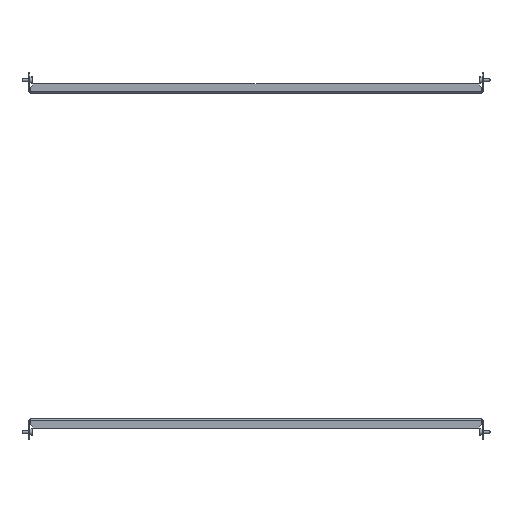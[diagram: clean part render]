
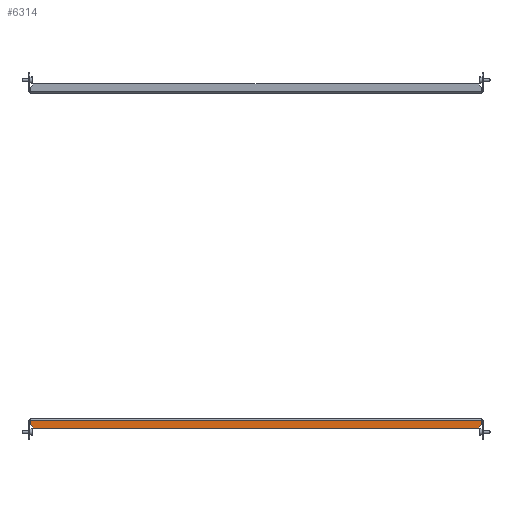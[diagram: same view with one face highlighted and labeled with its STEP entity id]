
A CAD part, front view. The second image highlights one B-rep face of the part: STEP entity #6314.
In plain terms, the highlighted planar face has unit normal (0, -1, 0).
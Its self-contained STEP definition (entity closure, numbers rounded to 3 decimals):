
#1029 = VECTOR ( 'NONE', #15885, 1000. ) ;
#1435 = EDGE_CURVE ( 'NONE', #2537, #10869, #17686, .T. ) ;
#1677 = DIRECTION ( 'NONE',  ( 0., 1., 0. ) ) ;
#1781 = CARTESIAN_POINT ( 'NONE',  ( 0., -74.5, 0. ) ) ;
#1999 = AXIS2_PLACEMENT_3D ( 'NONE', #1781, #1677, #14294 ) ;
#2099 = PLANE ( 'NONE',  #1999 ) ;
#2537 = VERTEX_POINT ( 'NONE', #8350 ) ;
#2734 = ORIENTED_EDGE ( 'NONE', *, *, #1435, .F. ) ;
#2820 = VECTOR ( 'NONE', #16368, 1000. ) ;
#3361 = DIRECTION ( 'NONE',  ( 0., 0., 1. ) ) ;
#3594 = LINE ( 'NONE', #9764, #17661 ) ;
#4407 = VERTEX_POINT ( 'NONE', #12269 ) ;
#5455 = VECTOR ( 'NONE', #8083, 1000. ) ;
#5628 = EDGE_CURVE ( 'NONE', #6275, #6790, #3594, .T. ) ;
#6275 = VERTEX_POINT ( 'NONE', #10609 ) ;
#6314 = ADVANCED_FACE ( 'NONE', ( #18882 ), #2099, .F. ) ;
#6671 = EDGE_CURVE ( 'NONE', #2537, #9832, #9653, .T. ) ;
#6790 = VERTEX_POINT ( 'NONE', #18015 ) ;
#8083 = DIRECTION ( 'NONE',  ( -1., 0., 0. ) ) ;
#8163 = CARTESIAN_POINT ( 'NONE',  ( -341., -74.5, -14. ) ) ;
#8223 = LINE ( 'NONE', #14445, #19227 ) ;
#8350 = CARTESIAN_POINT ( 'NONE',  ( 341., -74.5, -14. ) ) ;
#9551 = CARTESIAN_POINT ( 'NONE',  ( 346., -74.5, -9. ) ) ;
#9653 = LINE ( 'NONE', #9551, #1029 ) ;
#9670 = DIRECTION ( 'NONE',  ( 0.707, 0., -0.707 ) ) ;
#9764 = CARTESIAN_POINT ( 'NONE',  ( 346., -74.5, -2.5 ) ) ;
#9775 = LINE ( 'NONE', #8163, #18150 ) ;
#9793 = ORIENTED_EDGE ( 'NONE', *, *, #10701, .T. ) ;
#9832 = VERTEX_POINT ( 'NONE', #19212 ) ;
#9836 = EDGE_CURVE ( 'NONE', #6790, #9832, #19509, .T. ) ;
#10540 = CARTESIAN_POINT ( 'NONE',  ( -341., -74.5, -14. ) ) ;
#10609 = CARTESIAN_POINT ( 'NONE',  ( -346., -74.5, -2.5 ) ) ;
#10701 = EDGE_CURVE ( 'NONE', #4407, #10869, #9775, .T. ) ;
#10869 = VERTEX_POINT ( 'NONE', #10540 ) ;
#11090 = EDGE_LOOP ( 'NONE', ( #2734, #11432, #18377, #18758, #20024, #9793 ) ) ;
#11246 = CARTESIAN_POINT ( 'NONE',  ( 346., -74.5, -14. ) ) ;
#11432 = ORIENTED_EDGE ( 'NONE', *, *, #6671, .T. ) ;
#12269 = CARTESIAN_POINT ( 'NONE',  ( -346., -74.5, -9. ) ) ;
#14226 = EDGE_CURVE ( 'NONE', #4407, #6275, #8223, .T. ) ;
#14294 = DIRECTION ( 'NONE',  ( 0., 0., 1. ) ) ;
#14445 = CARTESIAN_POINT ( 'NONE',  ( -346., -74.5, -14. ) ) ;
#15885 = DIRECTION ( 'NONE',  ( 0.707, 0., 0.707 ) ) ;
#16155 = CARTESIAN_POINT ( 'NONE',  ( 346., -74.5, -1.5 ) ) ;
#16368 = DIRECTION ( 'NONE',  ( 0., 0., -1. ) ) ;
#17661 = VECTOR ( 'NONE', #19274, 1000. ) ;
#17686 = LINE ( 'NONE', #11246, #5455 ) ;
#18015 = CARTESIAN_POINT ( 'NONE',  ( 346., -74.5, -2.5 ) ) ;
#18150 = VECTOR ( 'NONE', #9670, 1000. ) ;
#18377 = ORIENTED_EDGE ( 'NONE', *, *, #9836, .F. ) ;
#18758 = ORIENTED_EDGE ( 'NONE', *, *, #5628, .F. ) ;
#18882 = FACE_OUTER_BOUND ( 'NONE', #11090, .T. ) ;
#19212 = CARTESIAN_POINT ( 'NONE',  ( 346., -74.5, -9. ) ) ;
#19227 = VECTOR ( 'NONE', #3361, 1000. ) ;
#19274 = DIRECTION ( 'NONE',  ( 1., 0., 0. ) ) ;
#19509 = LINE ( 'NONE', #16155, #2820 ) ;
#20024 = ORIENTED_EDGE ( 'NONE', *, *, #14226, .F. ) ;
